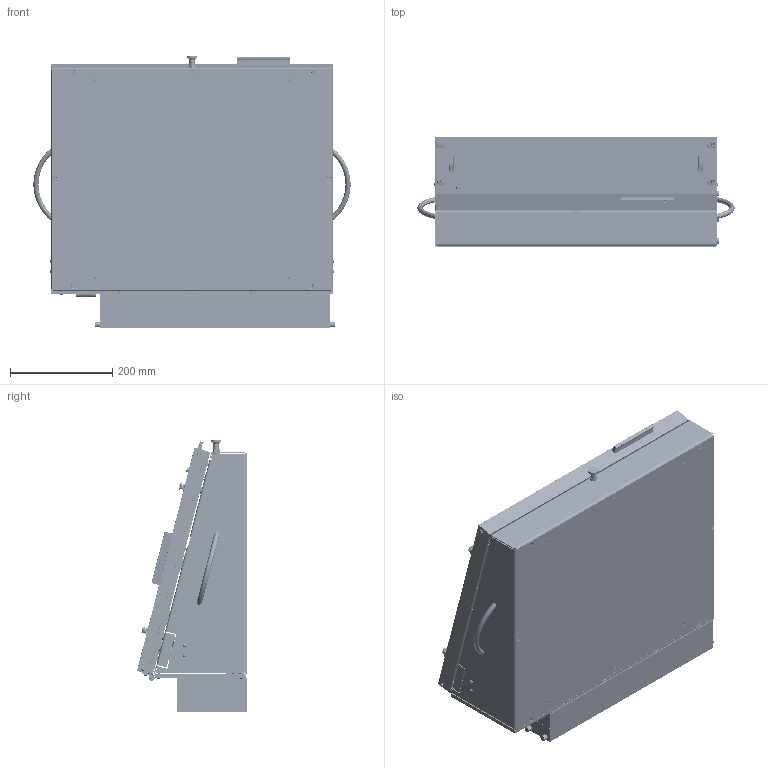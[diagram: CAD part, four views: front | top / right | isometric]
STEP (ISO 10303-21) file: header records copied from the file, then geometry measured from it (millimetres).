
FILE_DESCRIPTION (( 'STEP AP214' ), '1' );
FILE_NAME ('INGUN_47731.STEP', '2021-05-31T12:39:22', ( '' ), ( '' ), 'SwSTEP 2.0', 'SolidWorks 2018', '' );
FILE_SCHEMA (( 'AUTOMOTIVE_DESIGN' ));
Length unit declared in the file: millimetre
Products named in the file (102): 43181~1_S; 19420~3; 43182~0; 2833~0_d 5; 11890~0; 3069~0; 2898~0_M 4 x 10; 10990~2_KUNDE<Standard>; 28986~0_KUNDE<Standard>; 3010~0; KS-103_23_ada~0; 13417~2; 21112~0; 28279~0; 2202~0; 19233~0; 2621~0; 12292~0; 16939~2; ISO7380~n_M04,0x008; 2348_4~0; 21751~1; DIN6325~n_04,0m6x008; 2511~0; 13903~3; ISO7380~n_M04,0x012; 21733~0; 2348_2~0; 11495~0; 10770~1; 13418~3; DIN912~n_M04,0x008; ISO7380~n_M02,0x008; 3862~4_165,35ø<Standard>; KS-113-Master~-k-s_KS-113 23; 2348_3~0; 2806~1; 1581~0; 2971~0; 3917~3_M 3 A ...
Assembly tree (283 placements, depth 5):
  INGUN_47731
    28986~0_KUNDE<Standard>
      13964~7_KUNDE<S>
        13904~5_KUNDE<Default>
      13903~3
      28280~0
        28278~0
        16939~2
        28279~0  x2
        DIN912~n_M05,0x020  x4
      10990~2_KUNDE<Standard>
      2196~6  x3
      2229~6  x3
      1581~0  x18
      13902~5
      16774~1  x6
      11890~0  x20
      17036~1
        GKS-114-0007~-g-k-s_Hub = 06,5 <S>
        2806~1
        3917~3_M 3 A
        KS-113-Master~-k-s_KS-113 23
      8237~1  x2
      3008~0  x4
      12292~0  x4
      11495~0  x18
      3408~0  x2
        3308~6
          2865~8
          ASR~-a-s-r_拱04,2x03x拌8
          3274~0
          3484~0
          1656~4
          ISO7380~n_M02,0x008  x2
        GKS-503-0006~0_S
        KS-103_23_ada~0
        DIN912~n_M04,0x006
      1592~6
      3069~0
      19420~3
      11657~0
      16436~3
      21729~0
        21730~2
        21733~0
        21755~0
        21751~1
        21731_Kegelrad_1~0_Erste referenzierte Kopie
        21732_Kegelrad_2~1_Erste referenzierte Kopie
        21753~0
        21754~0
        DIN913~n_M02,5x04  x2
        ISO7380~n_M02,0x008  x3
      13417~2
      13418~3  x2
      3485~0  x2
      KT-Master~-k-t_KT-254 L3-E02  x6
      11683~0
      DIN7~n_04,0m6x004  x2
      DIN6325~n_04,0m6x008  x6
Bounding box: 619.81 x 215.02 x 531.45 mm (x, y, z)
Volume: 8454891.4 mm3; surface area: 3125465.4 mm2
Topology: 296 solids, 296 shells, 10188 faces, 26103 edges, 16808 vertices
Faces by surface type: cylinder 4231, plane 3692, cone 1501, bspline 544, torus 181, sphere 39
Entity records: 153590 total; most frequent: CARTESIAN_POINT 40291, DIRECTION 21983, ORIENTED_EDGE 21578, EDGE_CURVE 10789, AXIS2_PLACEMENT_3D 8425, VERTEX_POINT 7001, VECTOR 5133, LINE 5133
